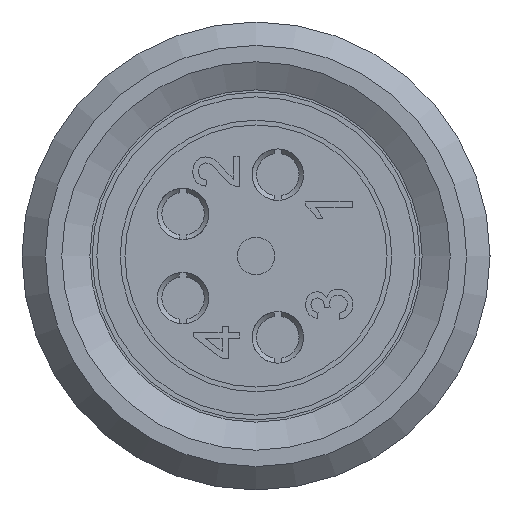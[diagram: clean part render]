
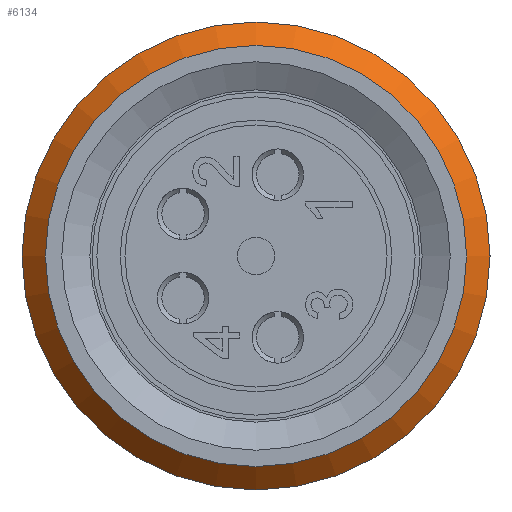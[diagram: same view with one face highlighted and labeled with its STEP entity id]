
A CAD part, left-side view. The second image highlights one B-rep face of the part: STEP entity #6134.
In plain terms, the highlighted conical face has half-angle 45 degrees and reference radius 5 mm.
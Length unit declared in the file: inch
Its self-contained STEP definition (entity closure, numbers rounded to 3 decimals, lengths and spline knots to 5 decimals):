
#101 = AXIS2_PLACEMENT_3D ( 'NONE', #1653, #10562, #2929 ) ;
#249 = EDGE_LOOP ( 'NONE', ( #5158 ) ) ;
#1562 = DIRECTION ( 'NONE',  ( -1., 0., 0. ) ) ;
#1653 = CARTESIAN_POINT ( 'NONE',  ( 0., 0., 0. ) ) ;
#2929 = DIRECTION ( 'NONE',  ( 0., 1., 0. ) ) ;
#3396 = CARTESIAN_POINT ( 'NONE',  ( 0., 0.17717, 0. ) ) ;
#3568 = AXIS2_PLACEMENT_3D ( 'NONE', #16098, #7231, #5984 ) ;
#3602 = CONICAL_SURFACE ( 'NONE', #3568, 0.19685, 0.785 ) ;
#4236 = EDGE_CURVE ( 'NONE', #5937, #5937, #11858, .T. ) ;
#4821 = ORIENTED_EDGE ( 'NONE', *, *, #16191, .F. ) ;
#5158 = ORIENTED_EDGE ( 'NONE', *, *, #4236, .T. ) ;
#5937 = VERTEX_POINT ( 'NONE', #3396 ) ;
#5984 = DIRECTION ( 'NONE',  ( 0., 1., 0. ) ) ;
#6134 = ADVANCED_FACE ( 'NONE', ( #8948, #15334 ), #3602, .T. ) ;
#7231 = DIRECTION ( 'NONE',  ( -1., 0., 0. ) ) ;
#8317 = VERTEX_POINT ( 'NONE', #12747 ) ;
#8948 = FACE_OUTER_BOUND ( 'NONE', #9171, .T. ) ;
#9168 = CARTESIAN_POINT ( 'NONE',  ( -0.01969, 0., 0. ) ) ;
#9171 = EDGE_LOOP ( 'NONE', ( #4821 ) ) ;
#10496 = DIRECTION ( 'NONE',  ( 0., -1., 0. ) ) ;
#10562 = DIRECTION ( 'NONE',  ( -1., 0., 0. ) ) ;
#11858 = CIRCLE ( 'NONE', #101, 0.17717 ) ;
#12747 = CARTESIAN_POINT ( 'NONE',  ( -0.01969, -0.19685, 0. ) ) ;
#12980 = CIRCLE ( 'NONE', #13479, 0.19685 ) ;
#13479 = AXIS2_PLACEMENT_3D ( 'NONE', #9168, #1562, #10496 ) ;
#15334 = FACE_BOUND ( 'NONE', #249, .T. ) ;
#16098 = CARTESIAN_POINT ( 'NONE',  ( -0.01969, 0., 0. ) ) ;
#16191 = EDGE_CURVE ( 'NONE', #8317, #8317, #12980, .T. ) ;
